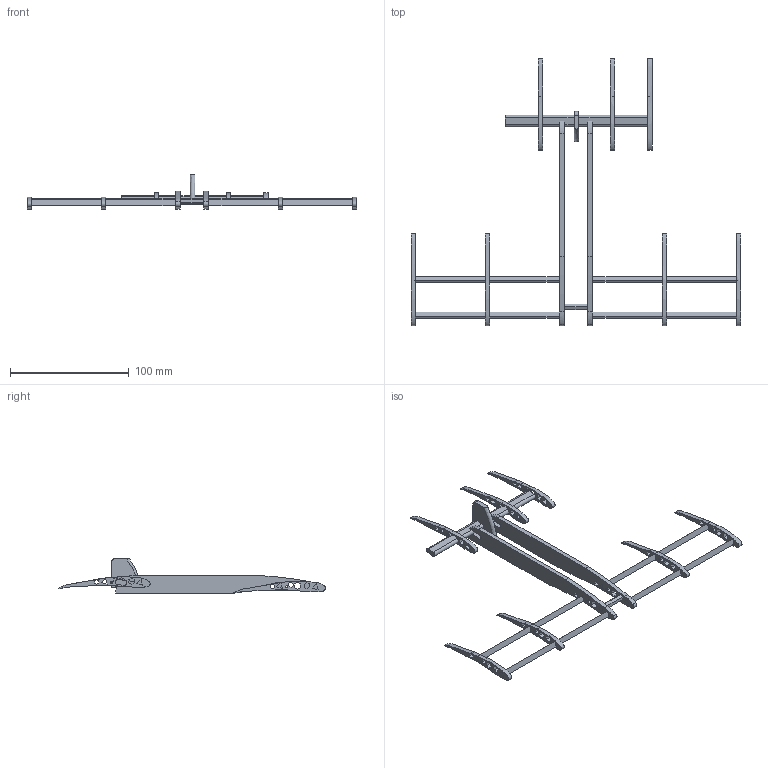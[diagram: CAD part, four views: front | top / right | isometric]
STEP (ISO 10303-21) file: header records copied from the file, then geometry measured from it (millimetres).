
FILE_DESCRIPTION(/* description */ (''),/* implementation_level */ '2;1');
FILE_NAME(/* name */ 'plane v2.step',/* time_stamp */ '2025-07-13T10:24:55-07:00',/* author */ (''),/* organization */ (''),/* preprocessor_version */ 'ST-DEVELOPER v20',/* originating_system */ 'Autodesk Translation Framework v12.20.1.177',/* authorisation */ '');
FILE_SCHEMA (('AUTOMOTIVE_DESIGN { 1 0 10303 214 3 1 1 }'));
Length unit declared in the file: millimetre
Products named in the file (4): plane; left wing; right wing; rear assemby
Assembly tree (3 placements, depth 2):
  plane
    left wing
    right wing
    rear assemby
Bounding box: 277.2 x 224.59 x 28.96 mm (x, y, z)
Volume: 35920.5 mm3; surface area: 35456.9 mm2
Topology: 15 solids, 15 shells, 375 faces, 1031 edges, 688 vertices
Faces by surface type: plane 332, cylinder 31, bspline 11, torus 1
Full cylindrical faces by diameter (mm): 1.864 x9
Entity records: 17049 total; most frequent: CARTESIAN_POINT 7202, ORIENTED_EDGE 2062, DIRECTION 1809, EDGE_CURVE 1031, LINE 939, VECTOR 939, VERTEX_POINT 688, EDGE_LOOP 497
